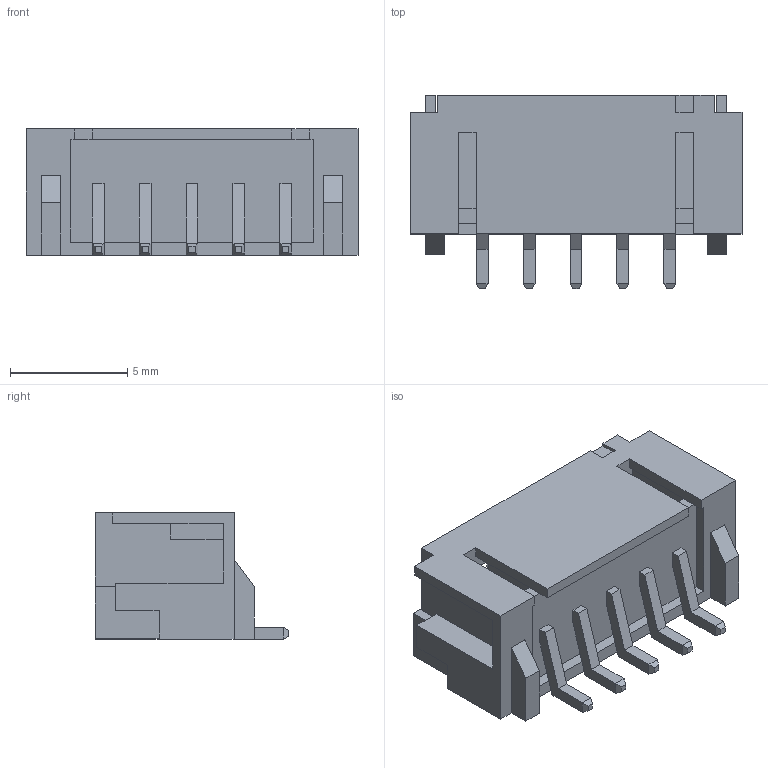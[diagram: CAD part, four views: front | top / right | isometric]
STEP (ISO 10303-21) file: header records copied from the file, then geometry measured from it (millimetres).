
FILE_DESCRIPTION(/* description */ ('Unknown'),/* implementation_level */ '2;1');
FILE_NAME(/* name */ 'JST - PH - SMD (R) - 5Pin - 2.00mm',/* time_stamp */ '2018-11-28T17:16:02-05:00',/* author */ ('Unknown'),/* organization */ ('Unknown'),/* preprocessor_version */ 'ST-DEVELOPER v16.7',/* originating_system */ 'DEX',/* authorisation */ $);
FILE_SCHEMA (('TECHNICAL_DATA_PACKAGING','AUTOMOTIVE_DESIGN {1 0 10303 214 3 1 1}'));
Length unit declared in the file: millimetre
Products named in the file (1): JST - PH - SMD (R) - 5Pin - 2.00mm
Bounding box: 14.15 x 8.26 x 5.38 mm (x, y, z)
Volume: 189.3 mm3; surface area: 686 mm2
Topology: 1 solids, 21 shells, 357 faces, 876 edges, 568 vertices
Faces by surface type: plane 317, bspline 40
Entity records: 14074 total; most frequent: CARTESIAN_POINT 3802, ORIENTED_EDGE 1744, DIRECTION 1242, EDGE_CURVE 872, LINE 606, VECTOR 606, VERTEX_POINT 568, EDGE_LOOP 384
